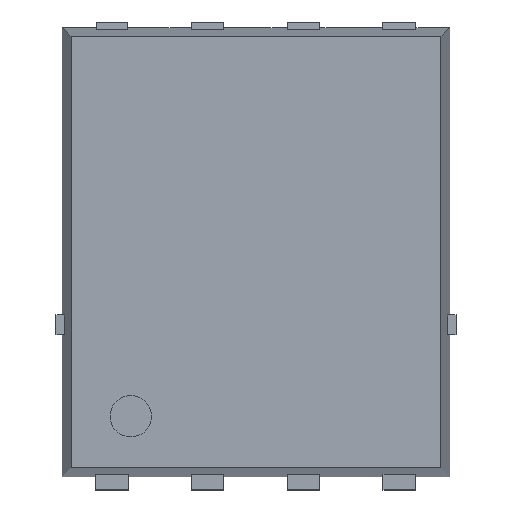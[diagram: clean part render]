
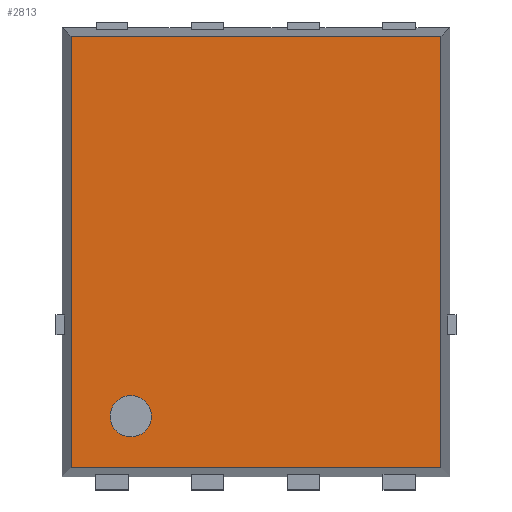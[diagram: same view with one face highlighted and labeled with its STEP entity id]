
A CAD part, top view. The second image highlights one B-rep face of the part: STEP entity #2813.
In plain terms, the highlighted planar face has unit normal (0, 0, 1).
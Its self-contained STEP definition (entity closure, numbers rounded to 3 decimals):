
#25=CIRCLE('',#2926,0.268);
#168=ORIENTED_EDGE('',*,*,#759,.F.);
#169=ORIENTED_EDGE('',*,*,#748,.T.);
#170=ORIENTED_EDGE('',*,*,#716,.T.);
#171=ORIENTED_EDGE('',*,*,#722,.T.);
#172=ORIENTED_EDGE('',*,*,#736,.T.);
#716=EDGE_CURVE('',#1019,#1018,#1223,.F.);
#722=EDGE_CURVE('',#1018,#1022,#1229,.F.);
#736=EDGE_CURVE('',#1022,#1031,#1243,.F.);
#748=EDGE_CURVE('',#1031,#1019,#1255,.F.);
#759=EDGE_CURVE('',#1049,#1049,#25,.T.);
#1018=VERTEX_POINT('',#3705);
#1019=VERTEX_POINT('',#3707);
#1022=VERTEX_POINT('',#3716);
#1031=VERTEX_POINT('',#3740);
#1049=VERTEX_POINT('',#3785);
#1223=LINE('',#3706,#1522);
#1229=LINE('',#3717,#1528);
#1243=LINE('',#3741,#1542);
#1255=LINE('',#3764,#1554);
#1522=VECTOR('',#3120,1000.);
#1528=VECTOR('',#3128,1000.);
#1542=VECTOR('',#3144,1000.);
#1554=VECTOR('',#3160,1000.);
#1759=EDGE_LOOP('',(#168));
#1760=EDGE_LOOP('',(#169,#170,#171,#172));
#1866=FACE_BOUND('',#1759,.T.);
#1867=FACE_BOUND('',#1760,.T.);
#1973=PLANE('',#2925);
#2813=ADVANCED_FACE('',(#1866,#1867),#1973,.T.);
#2925=AXIS2_PLACEMENT_3D('',#3783,#3171,#3172);
#2926=AXIS2_PLACEMENT_3D('',#3784,#3173,#3174);
#3120=DIRECTION('',(0.,-1.,0.));
#3128=DIRECTION('',(1.,0.,0.));
#3144=DIRECTION('',(0.,1.,0.));
#3160=DIRECTION('',(-1.,0.,0.));
#3171=DIRECTION('',(0.,0.,1.));
#3172=DIRECTION('',(1.,0.,0.));
#3173=DIRECTION('',(0.,0.,1.));
#3174=DIRECTION('',(1.,0.,0.));
#3705=CARTESIAN_POINT('',(2.409,2.809,1.1));
#3706=CARTESIAN_POINT('',(2.409,0.,1.1));
#3707=CARTESIAN_POINT('',(2.409,-2.809,1.1));
#3716=CARTESIAN_POINT('',(-2.409,2.809,1.1));
#3717=CARTESIAN_POINT('',(0.,2.809,1.1));
#3740=CARTESIAN_POINT('',(-2.409,-2.809,1.1));
#3741=CARTESIAN_POINT('',(-2.409,0.,1.1));
#3764=CARTESIAN_POINT('',(0.,-2.809,1.1));
#3783=CARTESIAN_POINT('',(0.,0.,1.1));
#3784=CARTESIAN_POINT('',(-1.631,-2.14,1.1));
#3785=CARTESIAN_POINT('',(-1.362,-2.14,1.1));
